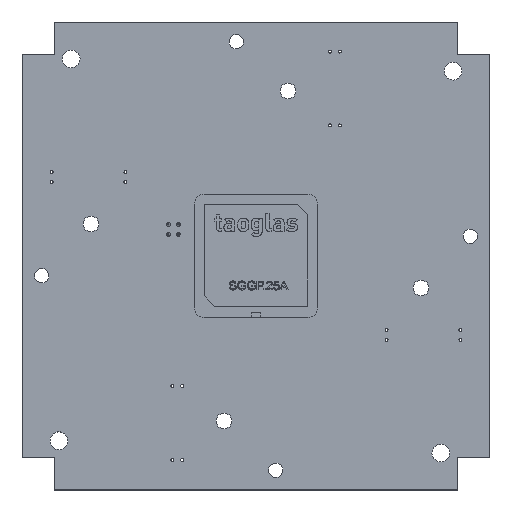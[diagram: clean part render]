
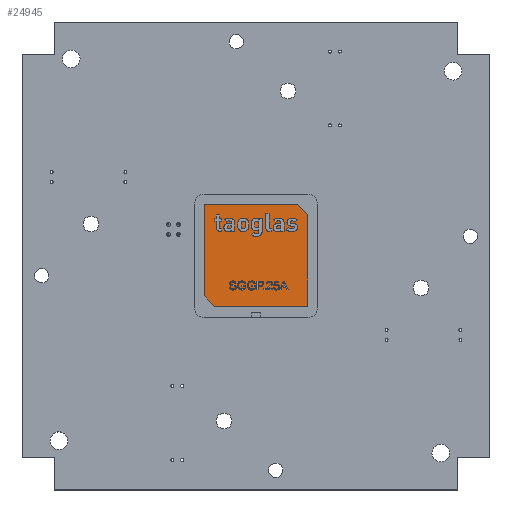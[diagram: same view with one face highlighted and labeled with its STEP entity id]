
A CAD part, top view. The second image highlights one B-rep face of the part: STEP entity #24945.
In plain terms, the highlighted planar face has unit normal (0, 0, 1).
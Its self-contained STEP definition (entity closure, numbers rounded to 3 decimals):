
#24774 = VERTEX_POINT('',#24775);
#24775 = CARTESIAN_POINT('',(-10.5,10.5,
    4.01));
#24781 = EDGE_CURVE('',#24782,#24774,#24784,.T.);
#24782 = VERTEX_POINT('',#24783);
#24783 = CARTESIAN_POINT('',(8.417,10.5,
    4.01));
#24784 = LINE('',#24785,#24786);
#24785 = CARTESIAN_POINT('',(-10.5,10.5,
    4.01));
#24786 = VECTOR('',#24787,1.);
#24787 = DIRECTION('',(-1.,0.,0.));
#24812 = EDGE_CURVE('',#24813,#24782,#24815,.T.);
#24813 = VERTEX_POINT('',#24814);
#24814 = CARTESIAN_POINT('',(10.5,8.417,
    4.01));
#24815 = LINE('',#24816,#24817);
#24816 = CARTESIAN_POINT('',(8.417,10.5,
    4.01));
#24817 = VECTOR('',#24818,1.);
#24818 = DIRECTION('',(-0.707,0.707,
    0.));
#24843 = EDGE_CURVE('',#24844,#24813,#24846,.T.);
#24844 = VERTEX_POINT('',#24845);
#24845 = CARTESIAN_POINT('',(10.5,-10.2,
    4.01));
#24846 = LINE('',#24847,#24848);
#24847 = CARTESIAN_POINT('',(10.5,-10.2,
    4.01));
#24848 = VECTOR('',#24849,1.);
#24849 = DIRECTION('',(0.,1.,0.));
#24874 = EDGE_CURVE('',#24875,#24844,#24877,.T.);
#24875 = VERTEX_POINT('',#24876);
#24876 = CARTESIAN_POINT('',(-8.417,-10.2,
    4.01));
#24877 = LINE('',#24878,#24879);
#24878 = CARTESIAN_POINT('',(-8.417,-10.2,
    4.01));
#24879 = VECTOR('',#24880,1.);
#24880 = DIRECTION('',(1.,0.,0.));
#24905 = EDGE_CURVE('',#24906,#24875,#24908,.T.);
#24906 = VERTEX_POINT('',#24907);
#24907 = CARTESIAN_POINT('',(-10.5,-8.117,
    4.01));
#24908 = LINE('',#24909,#24910);
#24909 = CARTESIAN_POINT('',(-10.5,-8.117,
    4.01));
#24910 = VECTOR('',#24911,1.);
#24911 = DIRECTION('',(0.707,-0.707,
    0.));
#24934 = EDGE_CURVE('',#24774,#24906,#24935,.T.);
#24935 = LINE('',#24936,#24937);
#24936 = CARTESIAN_POINT('',(-10.5,10.5,
    4.01));
#24937 = VECTOR('',#24938,1.);
#24938 = DIRECTION('',(0.,-1.,0.));
#24945 = ADVANCED_FACE('',(#24946),#24954,.T.);
#24946 = FACE_BOUND('',#24947,.T.);
#24947 = EDGE_LOOP('',(#24948,#24949,#24950,#24951,#24952,#24953));
#24948 = ORIENTED_EDGE('',*,*,#24934,.T.);
#24949 = ORIENTED_EDGE('',*,*,#24905,.T.);
#24950 = ORIENTED_EDGE('',*,*,#24874,.T.);
#24951 = ORIENTED_EDGE('',*,*,#24843,.T.);
#24952 = ORIENTED_EDGE('',*,*,#24812,.T.);
#24953 = ORIENTED_EDGE('',*,*,#24781,.T.);
#24954 = PLANE('',#24955);
#24955 = AXIS2_PLACEMENT_3D('',#24956,#24957,#24958);
#24956 = CARTESIAN_POINT('',(0.,0.15,
    4.01));
#24957 = DIRECTION('',(0.,0.,1.));
#24958 = DIRECTION('',(0.,-1.,0.));
